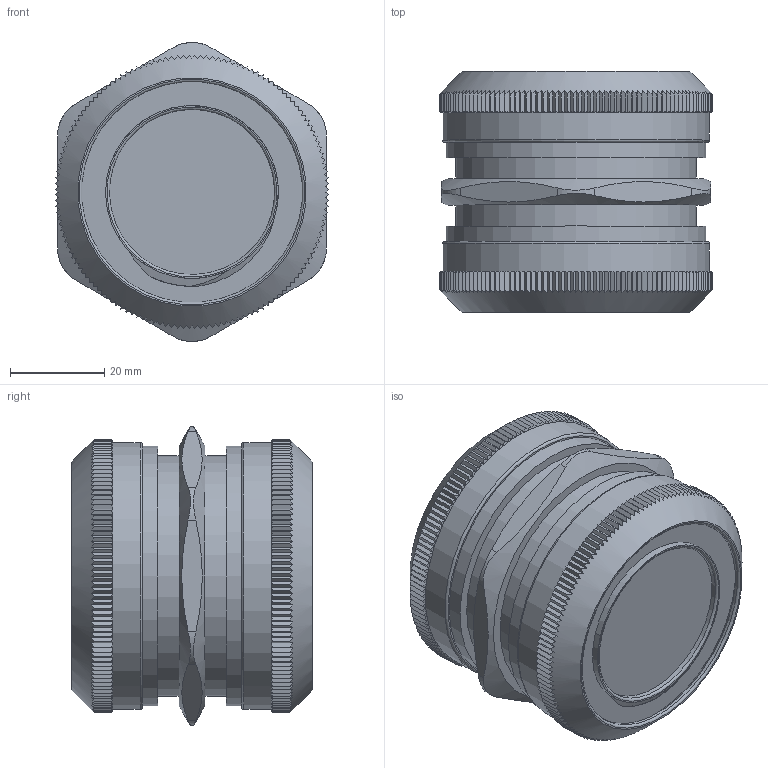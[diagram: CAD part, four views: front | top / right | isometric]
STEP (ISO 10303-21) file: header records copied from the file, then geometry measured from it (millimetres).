
FILE_DESCRIPTION(/* description */ (''),/* implementation_level */ '2;1');
FILE_NAME(/* name */ '',/* time_stamp */ '2025-06-26T17:01:53+07:00',/* author */ ('zeta-72'),/* organization */ (''),/* preprocessor_version */ 'ST-DEVELOPER v19.2',/* originating_system */ 'Autodesk Inventor 2024',/* authorisation */ '');
FILE_SCHEMA (('AUTOMOTIVE_DESIGN { 1 0 10303 214 3 1 1 }'));
Length unit declared in the file: millimetre
Products named in the file (1): ЗЭТА.045.538.000 СБ_
Упростить_1
Bounding box: 57.99 x 51 x 63.32 mm (x, y, z)
Volume: 114216.4 mm3; surface area: 17675.2 mm2
Topology: 1 solids, 1 shells, 638 faces, 1860 edges, 1236 vertices
Faces by surface type: plane 596, cylinder 22, cone 10, torus 6, bspline 4
Full cylindrical faces by diameter (mm): 35 x2, 46.8 x2, 51 x2, 55 x2, 56.7 x2
Entity records: 20770 total; most frequent: CARTESIAN_POINT 6679, ORIENTED_EDGE 3720, DIRECTION 1994, EDGE_CURVE 1860, VERTEX_POINT 1236, AXIS2_PLACEMENT_3D 693, EDGE_LOOP 650, FACE_OUTER_BOUND 638
